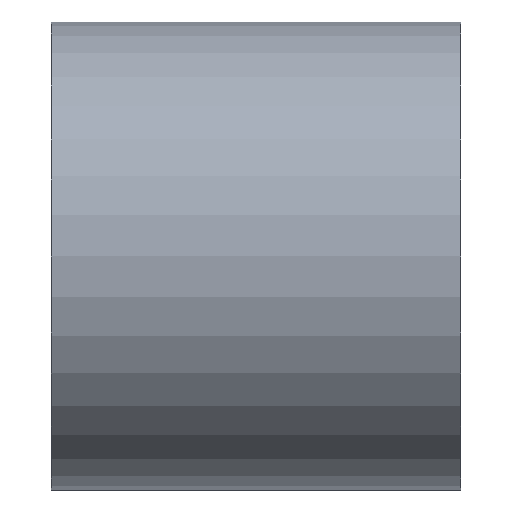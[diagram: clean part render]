
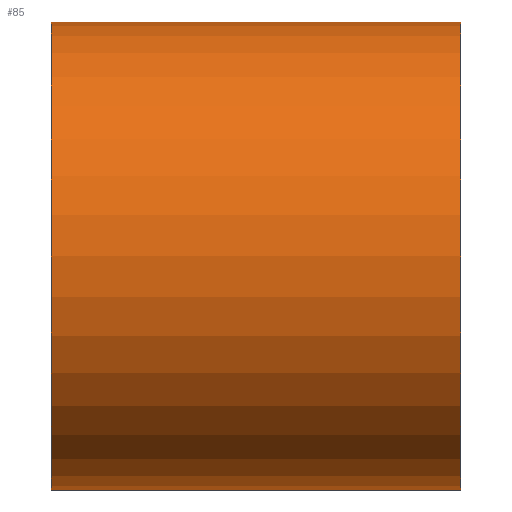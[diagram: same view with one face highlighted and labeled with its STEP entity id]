
A CAD part, front view. The second image highlights one B-rep face of the part: STEP entity #85.
In plain terms, the highlighted cylindrical face has radius 8 mm (diameter 16 mm), a full revolution.
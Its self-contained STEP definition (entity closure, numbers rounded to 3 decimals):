
#85 = ADVANCED_FACE( '', ( #185, #186 ), #187, .T. );
#185 = FACE_OUTER_BOUND( '', #360, .T. );
#186 = FACE_OUTER_BOUND( '', #361, .T. );
#187 = CYLINDRICAL_SURFACE( '', #362, 8. );
#360 = EDGE_LOOP( '', ( #637 ) );
#361 = EDGE_LOOP( '', ( #638 ) );
#362 = AXIS2_PLACEMENT_3D( '', #639, #640, #641 );
#637 = ORIENTED_EDGE( '', *, *, #1231, .T. );
#638 = ORIENTED_EDGE( '', *, *, #1255, .F. );
#639 = CARTESIAN_POINT( '', ( 0.3, 0., 0. ) );
#640 = DIRECTION( '', ( -1., 0., 0. ) );
#641 = DIRECTION( '', ( 0., 0., -1. ) );
#1231 = EDGE_CURVE( '', #1501, #1501, #1502, .F. );
#1255 = EDGE_CURVE( '', #1547, #1547, #1548, .F. );
#1501 = VERTEX_POINT( '', #1899 );
#1502 = CIRCLE( '', #1900, 8. );
#1547 = VERTEX_POINT( '', #1964 );
#1548 = CIRCLE( '', #1965, 8. );
#1899 = CARTESIAN_POINT( '', ( 0., 0., -8. ) );
#1900 = AXIS2_PLACEMENT_3D( '', #2328, #2329, #2330 );
#1964 = CARTESIAN_POINT( '', ( -14., 0., -8. ) );
#1965 = AXIS2_PLACEMENT_3D( '', #2362, #2363, #2364 );
#2328 = CARTESIAN_POINT( '', ( 0., 0., 0. ) );
#2329 = DIRECTION( '', ( 1., 0., 0. ) );
#2330 = DIRECTION( '', ( 0., 0., -1. ) );
#2362 = CARTESIAN_POINT( '', ( -14., 0., 0. ) );
#2363 = DIRECTION( '', ( 1., 0., 0. ) );
#2364 = DIRECTION( '', ( 0., 0., -1. ) );
